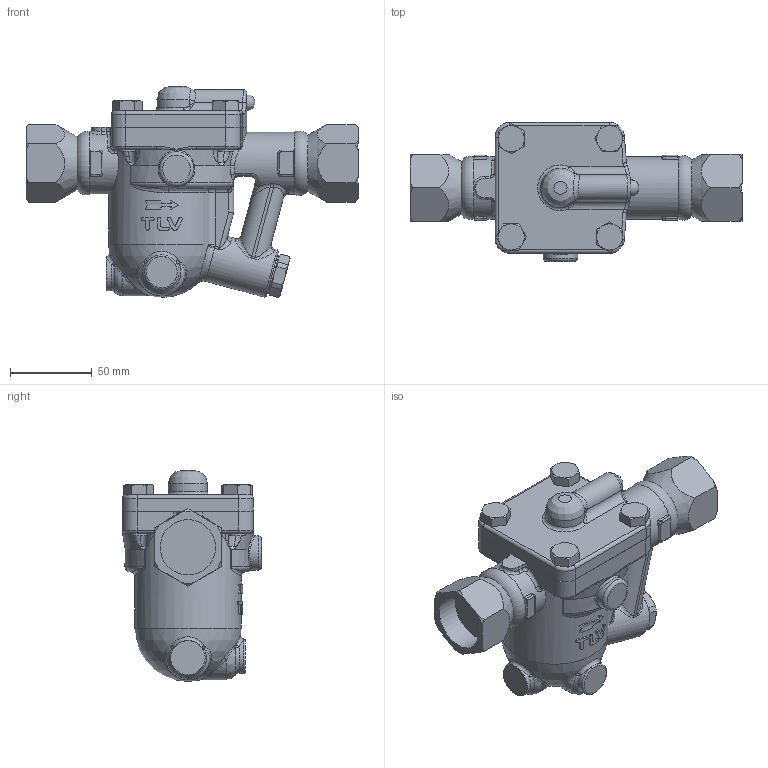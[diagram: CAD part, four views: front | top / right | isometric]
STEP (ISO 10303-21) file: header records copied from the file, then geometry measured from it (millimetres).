
FILE_DESCRIPTION((''),'2;1');
FILE_NAME('jh3sx-025-sw000-00.stp','2009-10-15T13:44:15',('nakaot'),(''),'Autodesk Inventor 2008','Autodesk Inventor 2008','');
FILE_SCHEMA(('AUTOMOTIVE_DESIGN { 1 0 10303 214 1 1 1 1 }'));
Length unit declared in the file: millimetre
Products named in the file (1): jh3sx-025-sw000-00
Bounding box: 203 x 85 x 129.08 mm (x, y, z)
Volume: 659846.6 mm3; surface area: 78045.4 mm2
Topology: 1 solids, 2 shells, 506 faces, 1259 edges, 761 vertices
Faces by surface type: bspline 155, plane 136, cylinder 117, cone 68, torus 25, sphere 5
Full cylindrical faces by diameter (mm): 10 x9, 21 x1, 23 x1, 30 x1, 38 x1, 56.5 x1
Entity records: 31335 total; most frequent: CARTESIAN_POINT 20745, ORIENTED_EDGE 2406, DIRECTION 1896, EDGE_CURVE 1203, AXIS2_PLACEMENT_3D 781, VERTEX_POINT 746, EDGE_LOOP 563, FACE_OUTER_BOUND 506
